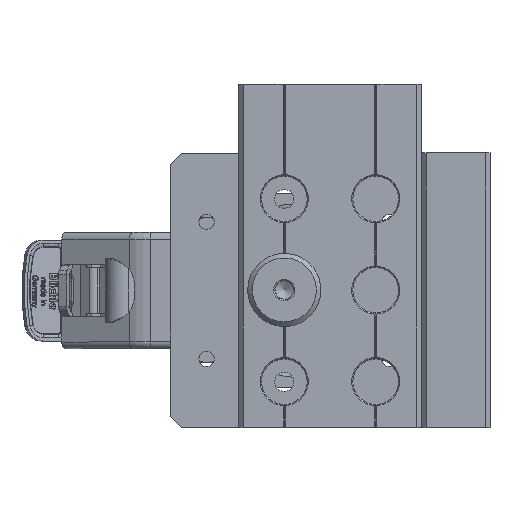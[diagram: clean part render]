
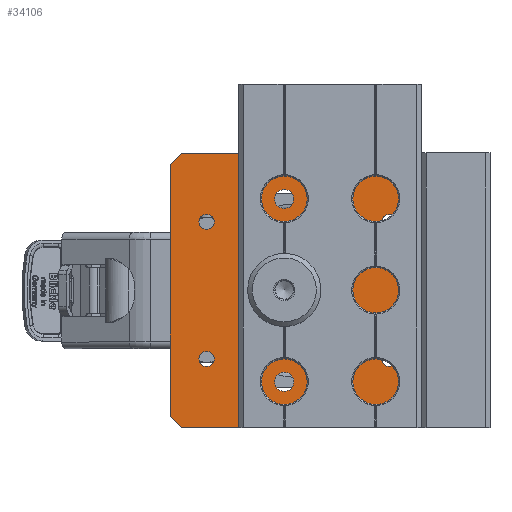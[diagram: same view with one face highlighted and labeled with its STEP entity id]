
A CAD part, top view. The second image highlights one B-rep face of the part: STEP entity #34106.
In plain terms, the highlighted face is planar.
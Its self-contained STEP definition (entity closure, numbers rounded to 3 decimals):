
#2743=FACE_BOUND('',#6406,.T.);
#2744=FACE_BOUND('',#6407,.T.);
#2745=FACE_BOUND('',#6408,.T.);
#2746=FACE_BOUND('',#6409,.T.);
#2747=FACE_BOUND('',#6410,.T.);
#2748=FACE_BOUND('',#6411,.T.);
#2749=FACE_BOUND('',#6412,.T.);
#3099=CIRCLE('',#36185,4.188);
#3100=CIRCLE('',#36186,4.188);
#3101=CIRCLE('',#36187,4.188);
#3102=CIRCLE('',#36188,3.324);
#3103=CIRCLE('',#36189,3.324);
#3104=CIRCLE('',#36190,3.324);
#3105=CIRCLE('',#36191,3.324);
#4331=FACE_OUTER_BOUND('',#6405,.T.);
#6405=EDGE_LOOP('',(#22934,#22935,#22936,#22937,#22938,#22939,#22940,#22941,
#22942,#22943));
#6406=EDGE_LOOP('',(#22944));
#6407=EDGE_LOOP('',(#22945));
#6408=EDGE_LOOP('',(#22946));
#6409=EDGE_LOOP('',(#22947));
#6410=EDGE_LOOP('',(#22948));
#6411=EDGE_LOOP('',(#22949));
#6412=EDGE_LOOP('',(#22950));
#8766=LINE('',#48131,#11409);
#8769=LINE('',#48139,#11412);
#8776=LINE('',#48154,#11419);
#8780=LINE('',#48162,#11423);
#8788=LINE('',#48192,#11431);
#8790=LINE('',#48196,#11433);
#8793=LINE('',#48256,#11436);
#8795=LINE('',#48260,#11438);
#8797=LINE('',#48264,#11440);
#8798=LINE('',#48265,#11441);
#11409=VECTOR('',#39314,2.);
#11412=VECTOR('',#39321,2.);
#11419=VECTOR('',#39332,58.);
#11423=VECTOR('',#39340,31.);
#11431=VECTOR('',#39366,31.);
#11433=VECTOR('',#39370,104.);
#11436=VECTOR('',#39387,7.071);
#11438=VECTOR('',#39391,110.);
#11440=VECTOR('',#39395,104.);
#11441=VECTOR('',#39396,7.071);
#14061=VERTEX_POINT('',#48128);
#14062=VERTEX_POINT('',#48130);
#14064=VERTEX_POINT('',#48136);
#14065=VERTEX_POINT('',#48138);
#14073=VERTEX_POINT('',#48160);
#14086=VERTEX_POINT('',#48191);
#14087=VERTEX_POINT('',#48195);
#14092=VERTEX_POINT('',#48255);
#14093=VERTEX_POINT('',#48259);
#14094=VERTEX_POINT('',#48263);
#14095=VERTEX_POINT('',#48266);
#14096=VERTEX_POINT('',#48268);
#14097=VERTEX_POINT('',#48270);
#14098=VERTEX_POINT('',#48272);
#14099=VERTEX_POINT('',#48274);
#14100=VERTEX_POINT('',#48276);
#14101=VERTEX_POINT('',#48278);
#17547=EDGE_CURVE('',#14062,#14061,#8766,.T.);
#17551=EDGE_CURVE('',#14065,#14064,#8769,.T.);
#17559=EDGE_CURVE('',#14064,#14062,#8776,.T.);
#17563=EDGE_CURVE('',#14061,#14073,#8780,.T.);
#17578=EDGE_CURVE('',#14086,#14065,#8788,.T.);
#17580=EDGE_CURVE('',#14086,#14087,#8790,.T.);
#17587=EDGE_CURVE('',#14087,#14092,#8793,.T.);
#17589=EDGE_CURVE('',#14092,#14093,#8795,.T.);
#17591=EDGE_CURVE('',#14094,#14073,#8797,.T.);
#17592=EDGE_CURVE('',#14093,#14094,#8798,.T.);
#17593=EDGE_CURVE('',#14095,#14095,#3099,.T.);
#17594=EDGE_CURVE('',#14096,#14096,#3100,.T.);
#17595=EDGE_CURVE('',#14097,#14097,#3101,.T.);
#17596=EDGE_CURVE('',#14098,#14098,#3102,.T.);
#17597=EDGE_CURVE('',#14099,#14099,#3103,.T.);
#17598=EDGE_CURVE('',#14100,#14100,#3104,.T.);
#17599=EDGE_CURVE('',#14101,#14101,#3105,.T.);
#22934=ORIENTED_EDGE('',*,*,#17563,.T.);
#22935=ORIENTED_EDGE('',*,*,#17591,.F.);
#22936=ORIENTED_EDGE('',*,*,#17592,.F.);
#22937=ORIENTED_EDGE('',*,*,#17589,.F.);
#22938=ORIENTED_EDGE('',*,*,#17587,.F.);
#22939=ORIENTED_EDGE('',*,*,#17580,.F.);
#22940=ORIENTED_EDGE('',*,*,#17578,.T.);
#22941=ORIENTED_EDGE('',*,*,#17551,.T.);
#22942=ORIENTED_EDGE('',*,*,#17559,.T.);
#22943=ORIENTED_EDGE('',*,*,#17547,.T.);
#22944=ORIENTED_EDGE('',*,*,#17593,.T.);
#22945=ORIENTED_EDGE('',*,*,#17594,.T.);
#22946=ORIENTED_EDGE('',*,*,#17595,.T.);
#22947=ORIENTED_EDGE('',*,*,#17596,.T.);
#22948=ORIENTED_EDGE('',*,*,#17597,.T.);
#22949=ORIENTED_EDGE('',*,*,#17598,.T.);
#22950=ORIENTED_EDGE('',*,*,#17599,.T.);
#33266=PLANE('',#36184);
#34106=ADVANCED_FACE('',(#4331,#2743,#2744,#2745,#2746,#2747,#2748,#2749),
#33266,.F.);
#36184=AXIS2_PLACEMENT_3D('',#48262,#39393,#39394);
#36185=AXIS2_PLACEMENT_3D('',#48267,#39397,#39398);
#36186=AXIS2_PLACEMENT_3D('',#48269,#39399,#39400);
#36187=AXIS2_PLACEMENT_3D('',#48271,#39401,#39402);
#36188=AXIS2_PLACEMENT_3D('',#48273,#39403,#39404);
#36189=AXIS2_PLACEMENT_3D('',#48275,#39405,#39406);
#36190=AXIS2_PLACEMENT_3D('',#48277,#39407,#39408);
#36191=AXIS2_PLACEMENT_3D('',#48279,#39409,#39410);
#39314=DIRECTION('',(0.,1.,0.));
#39321=DIRECTION('',(0.,-1.,0.));
#39332=DIRECTION('',(-1.,0.,0.));
#39340=DIRECTION('',(-1.,0.,0.));
#39366=DIRECTION('',(-1.,0.,0.));
#39370=DIRECTION('',(0.,1.,0.));
#39387=DIRECTION('',(-0.707,0.707,0.));
#39391=DIRECTION('',(-1.,0.,0.));
#39393=DIRECTION('center_axis',(0.,0.,1.));
#39394=DIRECTION('ref_axis',(1.,0.,0.));
#39395=DIRECTION('',(0.,-1.,0.));
#39396=DIRECTION('',(-0.707,-0.707,0.));
#39397=DIRECTION('center_axis',(0.,0.,1.));
#39398=DIRECTION('ref_axis',(1.,0.,0.));
#39399=DIRECTION('center_axis',(0.,0.,1.));
#39400=DIRECTION('ref_axis',(1.,0.,0.));
#39401=DIRECTION('center_axis',(0.,0.,1.));
#39402=DIRECTION('ref_axis',(1.,0.,0.));
#39403=DIRECTION('center_axis',(0.,0.,1.));
#39404=DIRECTION('ref_axis',(1.,0.,0.));
#39405=DIRECTION('center_axis',(0.,0.,1.));
#39406=DIRECTION('ref_axis',(1.,0.,0.));
#39407=DIRECTION('center_axis',(0.,0.,1.));
#39408=DIRECTION('ref_axis',(1.,0.,0.));
#39409=DIRECTION('center_axis',(0.,0.,1.));
#39410=DIRECTION('ref_axis',(1.,0.,0.));
#48128=CARTESIAN_POINT('',(-29.,-54.,-5.));
#48130=CARTESIAN_POINT('',(-29.,-56.,-5.));
#48131=CARTESIAN_POINT('',(-29.,-27.5,-5.));
#48136=CARTESIAN_POINT('',(29.,-56.,-5.));
#48138=CARTESIAN_POINT('',(29.,-54.,-5.));
#48139=CARTESIAN_POINT('',(29.,-27.5,-5.));
#48154=CARTESIAN_POINT('',(29.,-56.,-5.));
#48160=CARTESIAN_POINT('',(-60.,-54.,-5.));
#48162=CARTESIAN_POINT('',(-14.5,-54.,-5.));
#48191=CARTESIAN_POINT('',(60.,-54.,-5.));
#48192=CARTESIAN_POINT('',(14.5,-54.,-5.));
#48195=CARTESIAN_POINT('',(60.,50.,-5.));
#48196=CARTESIAN_POINT('',(60.,55.,-5.));
#48255=CARTESIAN_POINT('',(55.,55.,-5.));
#48256=CARTESIAN_POINT('',(56.25,53.75,-5.));
#48259=CARTESIAN_POINT('',(-55.,55.,-5.));
#48260=CARTESIAN_POINT('',(-60.,55.,-5.));
#48262=CARTESIAN_POINT('Origin',(0.,0.,-5.));
#48263=CARTESIAN_POINT('',(-60.,50.,-5.));
#48264=CARTESIAN_POINT('',(-60.,-55.,-5.));
#48265=CARTESIAN_POINT('',(-56.25,53.75,-5.));
#48266=CARTESIAN_POINT('',(35.812,5.,-5.));
#48267=CARTESIAN_POINT('Origin',(40.,5.,-5.));
#48268=CARTESIAN_POINT('',(-4.188,5.,-5.));
#48269=CARTESIAN_POINT('Origin',(0.,5.,-5.));
#48270=CARTESIAN_POINT('',(-44.188,5.,-5.));
#48271=CARTESIAN_POINT('Origin',(-40.,5.,-5.));
#48272=CARTESIAN_POINT('',(-33.324,-41.,-5.));
#48273=CARTESIAN_POINT('Origin',(-30.,-41.,-5.));
#48274=CARTESIAN_POINT('',(26.677,-41.,-5.));
#48275=CARTESIAN_POINT('Origin',(30.,-41.,-5.));
#48276=CARTESIAN_POINT('',(26.677,39.,-5.));
#48277=CARTESIAN_POINT('Origin',(30.,39.,-5.));
#48278=CARTESIAN_POINT('',(-33.324,39.,-5.));
#48279=CARTESIAN_POINT('Origin',(-30.,39.,-5.));
